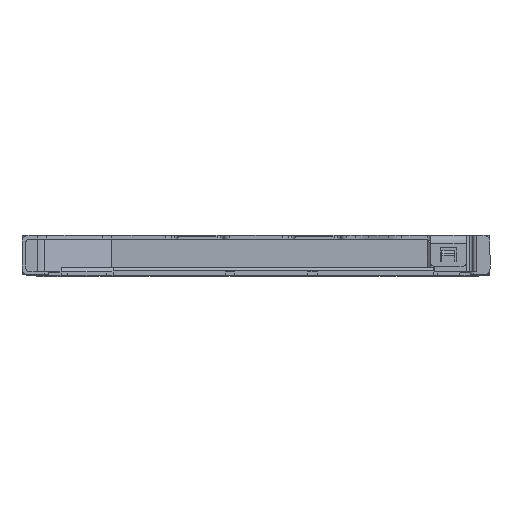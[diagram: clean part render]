
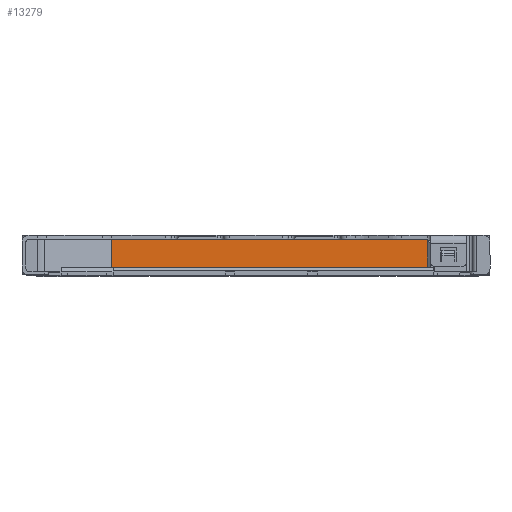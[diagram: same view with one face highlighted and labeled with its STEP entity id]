
A CAD part, top view. The second image highlights one B-rep face of the part: STEP entity #13279.
In plain terms, the highlighted planar face has unit normal (0, 0, 1).
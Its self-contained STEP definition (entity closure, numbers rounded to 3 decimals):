
#179 = VERTEX_POINT ( 'NONE', #23475 ) ;
#772 = CARTESIAN_POINT ( 'NONE',  ( 5.43, -1.01, 12.85 ) ) ;
#780 = LINE ( 'NONE', #21370, #28048 ) ;
#922 = LINE ( 'NONE', #4375, #21160 ) ;
#1158 = CARTESIAN_POINT ( 'NONE',  ( -3.643, -1.01, 12.85 ) ) ;
#1208 = VECTOR ( 'NONE', #6974, 1000. ) ;
#1602 = CARTESIAN_POINT ( 'NONE',  ( -3.643, -1.01, 12.85 ) ) ;
#1624 = VECTOR ( 'NONE', #9549, 1000. ) ;
#1763 = DIRECTION ( 'NONE',  ( 0., 1., 0. ) ) ;
#1988 = EDGE_CURVE ( 'NONE', #26647, #10929, #11472, .T. ) ;
#2326 = VECTOR ( 'NONE', #20326, 1000. ) ;
#2942 = EDGE_CURVE ( 'NONE', #10932, #179, #22697, .T. ) ;
#3375 = ORIENTED_EDGE ( 'NONE', *, *, #12020, .F. ) ;
#3376 = LINE ( 'NONE', #3830, #30680 ) ;
#3408 = DIRECTION ( 'NONE',  ( 0., 1., 0. ) ) ;
#3589 = LINE ( 'NONE', #13691, #22188 ) ;
#3692 = ORIENTED_EDGE ( 'NONE', *, *, #13330, .T. ) ;
#3718 = ORIENTED_EDGE ( 'NONE', *, *, #1988, .F. ) ;
#3830 = CARTESIAN_POINT ( 'NONE',  ( -3.643, 0., 12.85 ) ) ;
#4346 = CARTESIAN_POINT ( 'NONE',  ( 5.6, -1.01, 12.85 ) ) ;
#4375 = CARTESIAN_POINT ( 'NONE',  ( -3.643, 0., 12.85 ) ) ;
#4420 = EDGE_CURVE ( 'NONE', #10932, #22322, #33799, .T. ) ;
#4869 = CARTESIAN_POINT ( 'NONE',  ( 5.43, -0.88, 12.85 ) ) ;
#5211 = CARTESIAN_POINT ( 'NONE',  ( 6.07, -0.83, 12.85 ) ) ;
#5670 = DIRECTION ( 'NONE',  ( 0., 1., 0. ) ) ;
#5756 = CARTESIAN_POINT ( 'NONE',  ( 5.6, -0.88, 12.85 ) ) ;
#6216 = CARTESIAN_POINT ( 'NONE',  ( 1.9, 0., 12.85 ) ) ;
#6220 = CARTESIAN_POINT ( 'NONE',  ( 5.43, -1.01, 12.85 ) ) ;
#6251 = EDGE_LOOP ( 'NONE', ( #18515, #18430, #3718, #10733, #15157, #26928, #26901, #34204, #24597, #31436, #6524, #33999, #15458, #17839, #31812, #3375, #3692 ) ) ;
#6524 = ORIENTED_EDGE ( 'NONE', *, *, #18493, .T. ) ;
#6588 = DIRECTION ( 'NONE',  ( 0., 0., -1. ) ) ;
#6974 = DIRECTION ( 'NONE',  ( 1., 0., 0. ) ) ;
#7164 = VERTEX_POINT ( 'NONE', #7896 ) ;
#7323 = VECTOR ( 'NONE', #19183, 1000. ) ;
#7742 = CARTESIAN_POINT ( 'NONE',  ( -2.87, -1.01, 12.85 ) ) ;
#7896 = CARTESIAN_POINT ( 'NONE',  ( 5.6, -1.01, 12.85 ) ) ;
#9549 = DIRECTION ( 'NONE',  ( 0., 1., 0. ) ) ;
#9695 = PLANE ( 'NONE',  #22144 ) ;
#9824 = VECTOR ( 'NONE', #32034, 1000. ) ;
#10195 = FACE_OUTER_BOUND ( 'NONE', #6251, .T. ) ;
#10270 = VERTEX_POINT ( 'NONE', #17505 ) ;
#10430 = VECTOR ( 'NONE', #19639, 1000. ) ;
#10733 = ORIENTED_EDGE ( 'NONE', *, *, #28100, .T. ) ;
#10929 = VERTEX_POINT ( 'NONE', #7742 ) ;
#10932 = VERTEX_POINT ( 'NONE', #5211 ) ;
#11020 = CARTESIAN_POINT ( 'NONE',  ( -2.87, -0.88, 12.85 ) ) ;
#11472 = LINE ( 'NONE', #13715, #7323 ) ;
#12020 = EDGE_CURVE ( 'NONE', #12889, #10270, #780, .T. ) ;
#12350 = DIRECTION ( 'NONE',  ( 0., 0., -1. ) ) ;
#12773 = VECTOR ( 'NONE', #26060, 1000. ) ;
#12889 = VERTEX_POINT ( 'NONE', #23513 ) ;
#13279 = ADVANCED_FACE ( 'NONE', ( #10195 ), #9695, .F. ) ;
#13330 = EDGE_CURVE ( 'NONE', #12889, #15293, #34120, .T. ) ;
#13377 = VERTEX_POINT ( 'NONE', #15471 ) ;
#13558 = EDGE_CURVE ( 'NONE', #27800, #13377, #32873, .T. ) ;
#13691 = CARTESIAN_POINT ( 'NONE',  ( -3.643, 0., 12.85 ) ) ;
#13715 = CARTESIAN_POINT ( 'NONE',  ( -2.87, -1.01, 12.85 ) ) ;
#14239 = EDGE_CURVE ( 'NONE', #10929, #19478, #19667, .T. ) ;
#15157 = ORIENTED_EDGE ( 'NONE', *, *, #31870, .F. ) ;
#15262 = LINE ( 'NONE', #22783, #1208 ) ;
#15293 = VERTEX_POINT ( 'NONE', #20376 ) ;
#15297 = EDGE_CURVE ( 'NONE', #19478, #15293, #19882, .T. ) ;
#15458 = ORIENTED_EDGE ( 'NONE', *, *, #13558, .T. ) ;
#15471 = CARTESIAN_POINT ( 'NONE',  ( -0.3, 0., 12.85 ) ) ;
#15897 = VECTOR ( 'NONE', #30804, 1000. ) ;
#16183 = AXIS2_PLACEMENT_3D ( 'NONE', #22413, #6588, #25089 ) ;
#16278 = CARTESIAN_POINT ( 'NONE',  ( -3.643, 0., 12.85 ) ) ;
#16872 = LINE ( 'NONE', #26742, #9824 ) ;
#17286 = EDGE_CURVE ( 'NONE', #29072, #22322, #15262, .T. ) ;
#17505 = CARTESIAN_POINT ( 'NONE',  ( -3.643, 0., 12.85 ) ) ;
#17538 = CARTESIAN_POINT ( 'NONE',  ( 6.07, -1.01, 12.85 ) ) ;
#17839 = ORIENTED_EDGE ( 'NONE', *, *, #25733, .T. ) ;
#18013 = EDGE_CURVE ( 'NONE', #26780, #10270, #16872, .T. ) ;
#18109 = CARTESIAN_POINT ( 'NONE',  ( -3.643, -0.88, 12.85 ) ) ;
#18430 = ORIENTED_EDGE ( 'NONE', *, *, #14239, .F. ) ;
#18493 = EDGE_CURVE ( 'NONE', #179, #20789, #3589, .T. ) ;
#18515 = ORIENTED_EDGE ( 'NONE', *, *, #15297, .F. ) ;
#18746 = VECTOR ( 'NONE', #3408, 1000. ) ;
#18913 = DIRECTION ( 'NONE',  ( -1., 0., 0. ) ) ;
#19183 = DIRECTION ( 'NONE',  ( 0., -1., 0. ) ) ;
#19478 = VERTEX_POINT ( 'NONE', #21265 ) ;
#19574 = LINE ( 'NONE', #772, #18746 ) ;
#19639 = DIRECTION ( 'NONE',  ( -1., 0., 0. ) ) ;
#19664 = VECTOR ( 'NONE', #18913, 1000. ) ;
#19667 = LINE ( 'NONE', #26557, #25867 ) ;
#19776 = CARTESIAN_POINT ( 'NONE',  ( 6.02, -0.88, 12.85 ) ) ;
#19782 = LINE ( 'NONE', #18109, #12773 ) ;
#19882 = LINE ( 'NONE', #30987, #33093 ) ;
#20326 = DIRECTION ( 'NONE',  ( 1., 0., 0. ) ) ;
#20376 = CARTESIAN_POINT ( 'NONE',  ( -3.37, -0.88, 12.85 ) ) ;
#20789 = VERTEX_POINT ( 'NONE', #27197 ) ;
#21082 = EDGE_CURVE ( 'NONE', #7164, #25676, #30698, .T. ) ;
#21160 = VECTOR ( 'NONE', #25519, 1000. ) ;
#21265 = CARTESIAN_POINT ( 'NONE',  ( -3.37, -1.01, 12.85 ) ) ;
#21347 = DIRECTION ( 'NONE',  ( -1., 0., 0. ) ) ;
#21370 = CARTESIAN_POINT ( 'NONE',  ( -3.643, -1.01, 12.85 ) ) ;
#22144 = AXIS2_PLACEMENT_3D ( 'NONE', #1602, #12350, #30837 ) ;
#22188 = VECTOR ( 'NONE', #29543, 1000. ) ;
#22322 = VERTEX_POINT ( 'NONE', #19776 ) ;
#22413 = CARTESIAN_POINT ( 'NONE',  ( 6.02, -0.83, 12.85 ) ) ;
#22697 = LINE ( 'NONE', #17538, #1624 ) ;
#22783 = CARTESIAN_POINT ( 'NONE',  ( -3.643, -0.88, 12.85 ) ) ;
#23073 = CARTESIAN_POINT ( 'NONE',  ( -3.643, -0.88, 12.85 ) ) ;
#23475 = CARTESIAN_POINT ( 'NONE',  ( 6.07, 0., 12.85 ) ) ;
#23513 = CARTESIAN_POINT ( 'NONE',  ( -3.643, -0.88, 12.85 ) ) ;
#23589 = EDGE_CURVE ( 'NONE', #29072, #7164, #29966, .T. ) ;
#24597 = ORIENTED_EDGE ( 'NONE', *, *, #4420, .F. ) ;
#24656 = CARTESIAN_POINT ( 'NONE',  ( -1.7, 0., 12.85 ) ) ;
#25089 = DIRECTION ( 'NONE',  ( -1., 0., 0. ) ) ;
#25519 = DIRECTION ( 'NONE',  ( -1., 0., 0. ) ) ;
#25676 = VERTEX_POINT ( 'NONE', #6220 ) ;
#25733 = EDGE_CURVE ( 'NONE', #13377, #26780, #922, .T. ) ;
#25867 = VECTOR ( 'NONE', #21347, 1000. ) ;
#26060 = DIRECTION ( 'NONE',  ( 1., 0., 0. ) ) ;
#26557 = CARTESIAN_POINT ( 'NONE',  ( -3.643, -1.01, 12.85 ) ) ;
#26647 = VERTEX_POINT ( 'NONE', #11020 ) ;
#26742 = CARTESIAN_POINT ( 'NONE',  ( -3.643, 0., 12.85 ) ) ;
#26780 = VERTEX_POINT ( 'NONE', #24656 ) ;
#26901 = ORIENTED_EDGE ( 'NONE', *, *, #23589, .F. ) ;
#26928 = ORIENTED_EDGE ( 'NONE', *, *, #21082, .F. ) ;
#27197 = CARTESIAN_POINT ( 'NONE',  ( 3.3, 0., 12.85 ) ) ;
#27512 = VERTEX_POINT ( 'NONE', #4869 ) ;
#27747 = DIRECTION ( 'NONE',  ( -1., 0., 0. ) ) ;
#27800 = VERTEX_POINT ( 'NONE', #6216 ) ;
#28048 = VECTOR ( 'NONE', #5670, 1000. ) ;
#28100 = EDGE_CURVE ( 'NONE', #26647, #27512, #19782, .T. ) ;
#29072 = VERTEX_POINT ( 'NONE', #5756 ) ;
#29543 = DIRECTION ( 'NONE',  ( -1., 0., 0. ) ) ;
#29966 = LINE ( 'NONE', #4346, #15897 ) ;
#30680 = VECTOR ( 'NONE', #27747, 1000. ) ;
#30698 = LINE ( 'NONE', #1158, #10430 ) ;
#30804 = DIRECTION ( 'NONE',  ( 0., -1., 0. ) ) ;
#30837 = DIRECTION ( 'NONE',  ( -1., 0., 0. ) ) ;
#30987 = CARTESIAN_POINT ( 'NONE',  ( -3.37, -1.01, 12.85 ) ) ;
#31436 = ORIENTED_EDGE ( 'NONE', *, *, #2942, .T. ) ;
#31812 = ORIENTED_EDGE ( 'NONE', *, *, #18013, .T. ) ;
#31870 = EDGE_CURVE ( 'NONE', #25676, #27512, #19574, .T. ) ;
#32034 = DIRECTION ( 'NONE',  ( -1., 0., 0. ) ) ;
#32575 = EDGE_CURVE ( 'NONE', #20789, #27800, #3376, .T. ) ;
#32873 = LINE ( 'NONE', #16278, #19664 ) ;
#33093 = VECTOR ( 'NONE', #1763, 1000. ) ;
#33799 = CIRCLE ( 'NONE', #16183, 0.05 ) ;
#33999 = ORIENTED_EDGE ( 'NONE', *, *, #32575, .T. ) ;
#34120 = LINE ( 'NONE', #23073, #2326 ) ;
#34204 = ORIENTED_EDGE ( 'NONE', *, *, #17286, .T. ) ;
